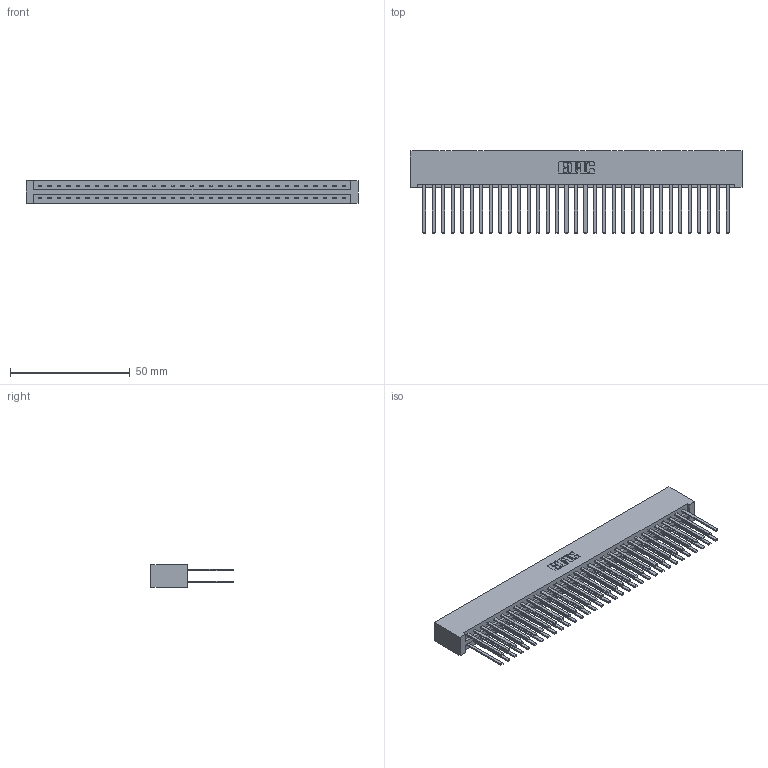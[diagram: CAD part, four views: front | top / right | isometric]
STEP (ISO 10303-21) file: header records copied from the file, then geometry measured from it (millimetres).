
FILE_DESCRIPTION (( 'STEP AP203' ), '1' );
FILE_NAME ('337-066-544-201.STEP', '2019-10-09T23:21:28', ( '' ), ( '' ), 'SwSTEP 2.0', 'SolidWorks 2016', '' );
FILE_SCHEMA (( 'CONFIG_CONTROL_DESIGN' ));
Length unit declared in the file: inch
Products named in the file (3): 345-292-001_345-293-144; 337-066-544-201; 337 Part_No Mounting Lugs
Assembly tree (67 placements, depth 2):
  337-066-544-201
    337 Part_No Mounting Lugs
    345-292-001_345-293-144  x66
Bounding box: 138.63 x 34.3 x 9.4 mm (x, y, z)
Volume: 16176.4 mm3; surface area: 21278.5 mm2
Topology: 67 solids, 67 shells, 3274 faces, 9725 edges, 6394 vertices
Faces by surface type: plane 2310, cylinder 964
Entity records: 26289 total; most frequent: CARTESIAN_POINT 4434, ORIENTED_EDGE 4370, DIRECTION 3777, EDGE_CURVE 2185, VECTOR 2069, LINE 2069, VERTEX_POINT 1454, AXIS2_PLACEMENT_3D 854
